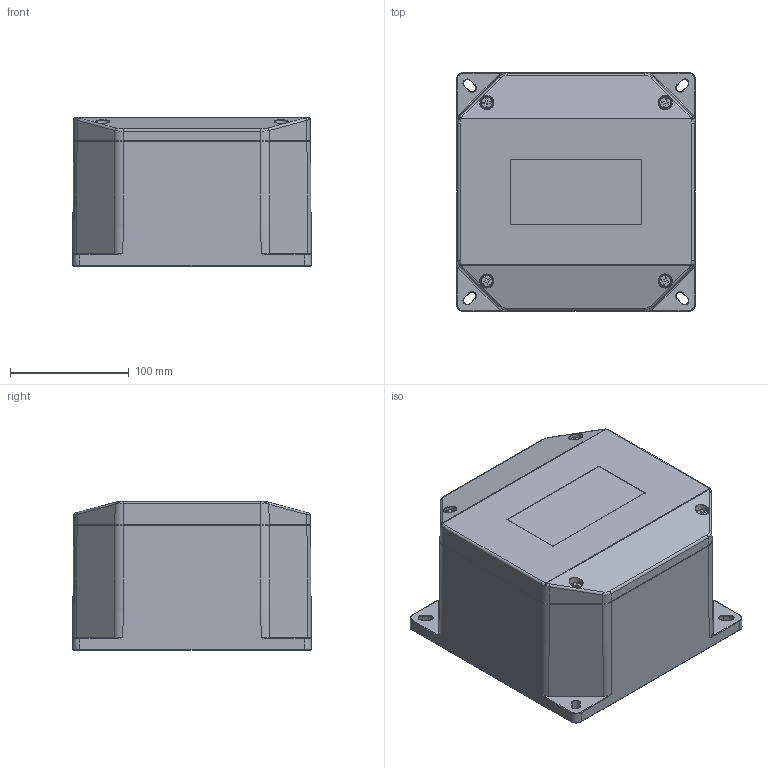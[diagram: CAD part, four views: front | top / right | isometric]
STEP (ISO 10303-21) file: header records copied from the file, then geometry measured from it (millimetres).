
FILE_DESCRIPTION (( 'STEP AP214' ), '1' );
FILE_NAME ('26880400.STEP', '2017-06-08T13:02:49', ( 'Macha' ), ( 'Hewlett-Packard Company' ), 'SwSTEP 2.0', 'SolidWorks 2015', '' );
FILE_SCHEMA (( 'AUTOMOTIVE_DESIGN' ));
Length unit declared in the file: millimetre
Products named in the file (10): 82015_714; 93134; 23473; 23472; 86222; 86221; 86224; 26880400; 92684
Assembly tree (19 placements, depth 3):
  26880400
    23472
      23472
      86224  x4
      86221  x4
      86222  x2
    23473
    93134  x4
    82015_714
    92684
Bounding box: 200.99 x 200.99 x 125.5 mm (x, y, z)
Volume: 1197864.3 mm3; surface area: 338395.2 mm2
Topology: 18 solids, 18 shells, 2047 faces, 5020 edges, 3043 vertices
Faces by surface type: plane 657, cylinder 497, bspline 332, cone 275, torus 270, sphere 16
Entity records: 64949 total; most frequent: CARTESIAN_POINT 24064, ORIENTED_EDGE 8384, DIRECTION 7649, EDGE_CURVE 4192, AXIS2_PLACEMENT_3D 2849, VERTEX_POINT 2552, LINE 1951, VECTOR 1951
